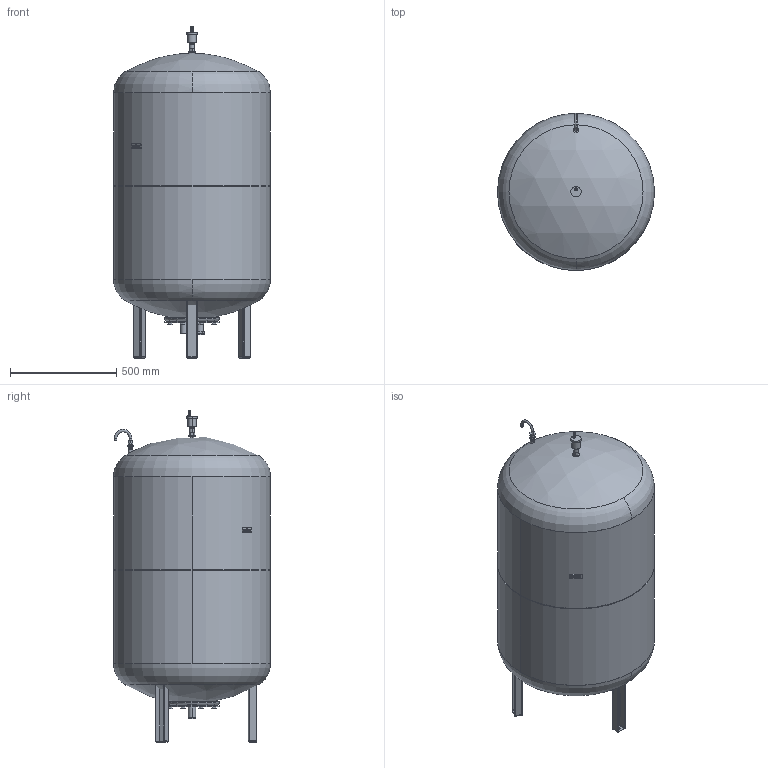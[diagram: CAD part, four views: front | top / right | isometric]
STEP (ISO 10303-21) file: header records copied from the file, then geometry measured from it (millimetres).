
FILE_DESCRIPTION((''),'2;1');
FILE_NAME('3d_VF500-6610300.stp','2009-12-30T07:53:18',(''),(''),'Mechanical Desktop 2008','Mechanical Desktop 2008',', , ');
FILE_SCHEMA(('CONFIG_CONTROL_DESIGN'));
Length unit declared in the file: millimetre
Products named in the file (1): Product
Bounding box: 740 x 740 x 1565 mm (x, y, z)
Volume: 487337159.8 mm3; surface area: 5418312.2 mm2
Topology: 36 solids, 36 shells, 468 faces, 1026 edges, 644 vertices
Faces by surface type: plane 247, cylinder 163, cone 22, torus 20, bspline 8, sphere 8
Entity records: 13119 total; most frequent: CARTESIAN_POINT 2509, DIRECTION 2332, ORIENTED_EDGE 2028, EDGE_CURVE 1014, AXIS2_PLACEMENT_3D 859, VERTEX_POINT 644, VECTOR 614, LINE 614
